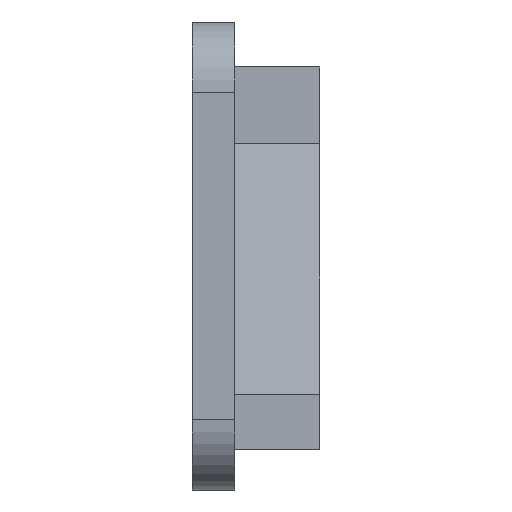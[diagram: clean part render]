
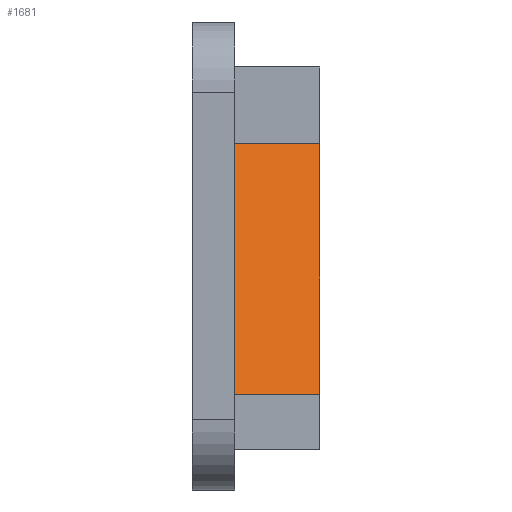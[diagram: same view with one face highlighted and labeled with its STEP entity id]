
A CAD part, left-side view. The second image highlights one B-rep face of the part: STEP entity #1681.
In plain terms, the highlighted planar face has unit normal (-0.956, 0, 0.292).
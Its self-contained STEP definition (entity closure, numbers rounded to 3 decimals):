
#87=PLANE('',#1795);
#163=FACE_OUTER_BOUND('',#261,.T.);
#261=EDGE_LOOP('',(#1300,#1301,#1302,#1303));
#353=LINE('',#2271,#559);
#424=LINE('',#2477,#630);
#425=LINE('',#2480,#631);
#426=LINE('',#2481,#632);
#559=VECTOR('',#1885,10.);
#630=VECTOR('',#1986,10.);
#631=VECTOR('',#1989,10.);
#632=VECTOR('',#1990,10.);
#777=VERTEX_POINT('',#2268);
#778=VERTEX_POINT('',#2270);
#848=VERTEX_POINT('',#2475);
#849=VERTEX_POINT('',#2479);
#942=EDGE_CURVE('',#777,#778,#353,.T.);
#1026=EDGE_CURVE('',#777,#848,#424,.T.);
#1027=EDGE_CURVE('',#849,#848,#425,.T.);
#1028=EDGE_CURVE('',#778,#849,#426,.T.);
#1300=ORIENTED_EDGE('',*,*,#942,.F.);
#1301=ORIENTED_EDGE('',*,*,#1026,.T.);
#1302=ORIENTED_EDGE('',*,*,#1027,.F.);
#1303=ORIENTED_EDGE('',*,*,#1028,.F.);
#1681=ADVANCED_FACE('',(#163),#87,.T.);
#1795=AXIS2_PLACEMENT_3D('',#2478,#1987,#1988);
#1885=DIRECTION('',(0.292,0.,0.956));
#1986=DIRECTION('',(0.,-1.,0.));
#1987=DIRECTION('center_axis',(-0.956,0.,
0.292));
#1988=DIRECTION('ref_axis',(-0.292,0.,-0.956));
#1989=DIRECTION('',(-0.292,0.,-0.956));
#1990=DIRECTION('',(0.,-1.,0.));
#2268=CARTESIAN_POINT('',(34.742,334.54,281.853));
#2270=CARTESIAN_POINT('',(36.543,334.54,287.746));
#2271=CARTESIAN_POINT('',(36.768,334.54,288.481));
#2475=CARTESIAN_POINT('',(34.742,332.54,281.853));
#2477=CARTESIAN_POINT('',(34.742,334.54,281.853));
#2478=CARTESIAN_POINT('Origin',(36.543,334.54,287.746));
#2479=CARTESIAN_POINT('',(36.543,332.54,287.746));
#2480=CARTESIAN_POINT('',(34.742,332.54,281.853));
#2481=CARTESIAN_POINT('',(36.543,334.54,287.746));
